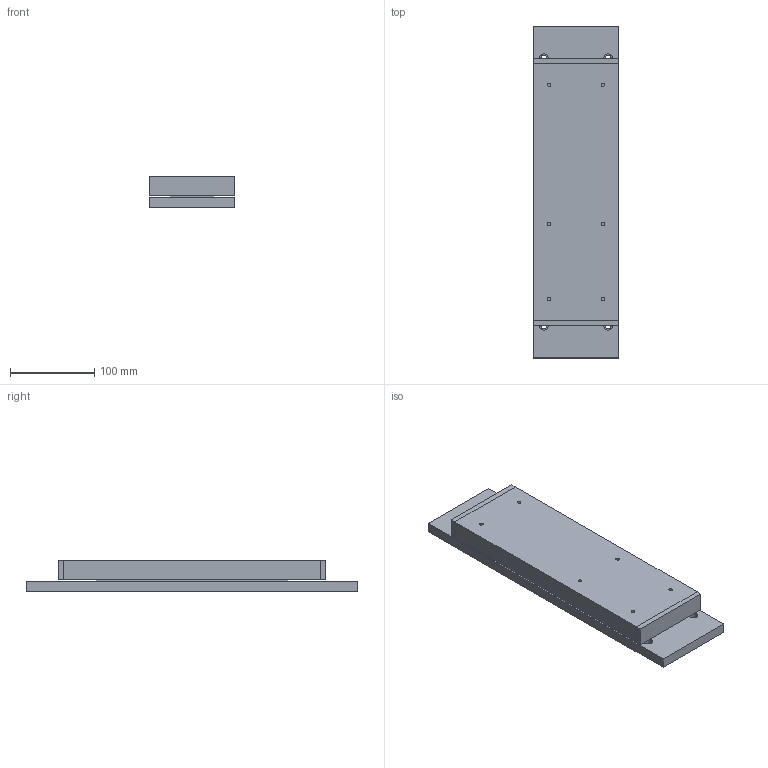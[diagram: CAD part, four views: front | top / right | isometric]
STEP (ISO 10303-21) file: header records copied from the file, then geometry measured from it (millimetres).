
FILE_DESCRIPTION((''),'2;1');
FILE_NAME('FAC4-12-3.stp','2003-12-10T20:07:01',('Owner'),(''),'Autodesk Inventor (tm) 5.3','Autodesk Inventor (tm) 5.3','');
FILE_SCHEMA(('CONFIG_CONTROL_DESIGN'));
Length unit declared in the file: inch
Products named in the file (8): FAC4-12-3; FAC4-12-3 BOTTOM-BASE; FAC4-12-3 TOP-PLATE; FAC4-12-3 RAIL-1; FAC4-12-3 RAIL-2; FAC4-12-3 RAIL-3; FAC4-12-3 RAIL-4; FAC4-12-3 END-PLATE
Assembly tree (8 placements, depth 2):
  FAC4-12-3
    FAC4-12-3 BOTTOM-BASE
    FAC4-12-3 TOP-PLATE
    FAC4-12-3 RAIL-1
    FAC4-12-3 RAIL-2
    FAC4-12-3 RAIL-3
    FAC4-12-3 RAIL-4
    FAC4-12-3 END-PLATE  x2
Bounding box: 101.6 x 393.7 x 36.58 mm (x, y, z)
Volume: 1121268.5 mm3; surface area: 247337.8 mm2
Topology: 8 solids, 8 shells, 137 faces, 348 edges, 232 vertices
Faces by surface type: plane 105, bspline 32
Entity records: 5434 total; most frequent: CARTESIAN_POINT 1195, ORIENTED_EDGE 672, DIRECTION 622, EDGE_CURVE 336, VECTOR 280, LINE 280, VERTEX_POINT 224, AXIS2_PLACEMENT_3D 171
